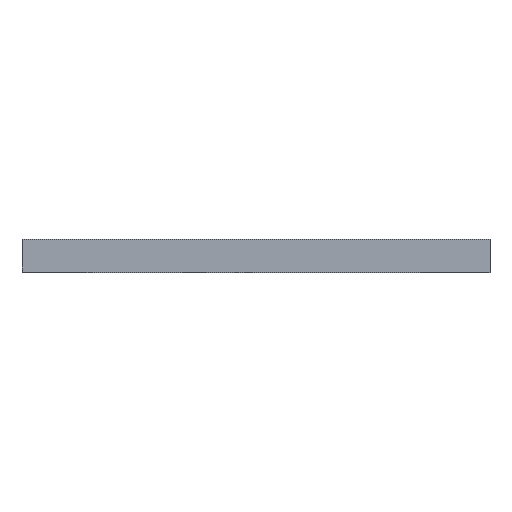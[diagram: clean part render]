
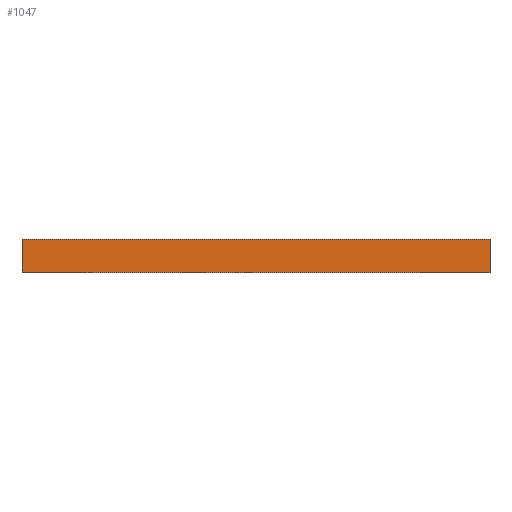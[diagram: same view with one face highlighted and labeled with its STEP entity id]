
A CAD part, top view. The second image highlights one B-rep face of the part: STEP entity #1047.
In plain terms, the highlighted planar face has unit normal (0, 0, 1).
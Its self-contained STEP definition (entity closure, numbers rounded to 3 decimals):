
#29 = PLANE ( 'NONE',  #574 ) ;
#47 = FACE_OUTER_BOUND ( 'NONE', #1593, .T. ) ;
#82 = ORIENTED_EDGE ( 'NONE', *, *, #890, .F. ) ;
#267 = VECTOR ( 'NONE', #1086, 1000. ) ;
#364 = EDGE_CURVE ( 'NONE', #1224, #899, #1103, .T. ) ;
#435 = DIRECTION ( 'NONE',  ( 1., 0., 0. ) ) ;
#462 = VECTOR ( 'NONE', #704, 1000. ) ;
#469 = CARTESIAN_POINT ( 'NONE',  ( 57.028, 4., 0. ) ) ;
#517 = ORIENTED_EDGE ( 'NONE', *, *, #1503, .F. ) ;
#543 = ORIENTED_EDGE ( 'NONE', *, *, #364, .T. ) ;
#560 = ORIENTED_EDGE ( 'NONE', *, *, #1034, .T. ) ;
#574 = AXIS2_PLACEMENT_3D ( 'NONE', #992, #1375, #872 ) ;
#597 = LINE ( 'NONE', #1217, #267 ) ;
#665 = VERTEX_POINT ( 'NONE', #1070 ) ;
#704 = DIRECTION ( 'NONE',  ( 1., 0., 0. ) ) ;
#739 = VECTOR ( 'NONE', #1308, 1000. ) ;
#866 = LINE ( 'NONE', #1113, #739 ) ;
#872 = DIRECTION ( 'NONE',  ( -1., 0., 0. ) ) ;
#890 = EDGE_CURVE ( 'NONE', #1393, #899, #597, .T. ) ;
#899 = VERTEX_POINT ( 'NONE', #1604 ) ;
#952 = VECTOR ( 'NONE', #435, 1000. ) ;
#992 = CARTESIAN_POINT ( 'NONE',  ( 57.028, 4., 0. ) ) ;
#1034 = EDGE_CURVE ( 'NONE', #665, #1224, #866, .T. ) ;
#1047 = ADVANCED_FACE ( 'NONE', ( #47 ), #29, .F. ) ;
#1070 = CARTESIAN_POINT ( 'NONE',  ( 0., 4., 0. ) ) ;
#1086 = DIRECTION ( 'NONE',  ( 0., -1., 0. ) ) ;
#1098 = LINE ( 'NONE', #1619, #952 ) ;
#1103 = LINE ( 'NONE', #1265, #462 ) ;
#1113 = CARTESIAN_POINT ( 'NONE',  ( 0., 4., 0. ) ) ;
#1217 = CARTESIAN_POINT ( 'NONE',  ( 57.028, 4., 0. ) ) ;
#1224 = VERTEX_POINT ( 'NONE', #1638 ) ;
#1265 = CARTESIAN_POINT ( 'NONE',  ( 57.028, 0., 0. ) ) ;
#1308 = DIRECTION ( 'NONE',  ( 0., -1., 0. ) ) ;
#1375 = DIRECTION ( 'NONE',  ( 0., 0., -1. ) ) ;
#1393 = VERTEX_POINT ( 'NONE', #469 ) ;
#1503 = EDGE_CURVE ( 'NONE', #665, #1393, #1098, .T. ) ;
#1593 = EDGE_LOOP ( 'NONE', ( #543, #82, #517, #560 ) ) ;
#1604 = CARTESIAN_POINT ( 'NONE',  ( 57.028, 0., 0. ) ) ;
#1619 = CARTESIAN_POINT ( 'NONE',  ( 57.028, 4., 0. ) ) ;
#1638 = CARTESIAN_POINT ( 'NONE',  ( 0., 0., 0. ) ) ;
